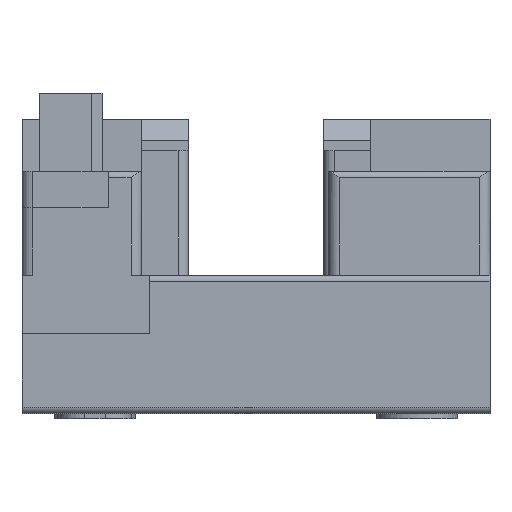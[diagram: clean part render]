
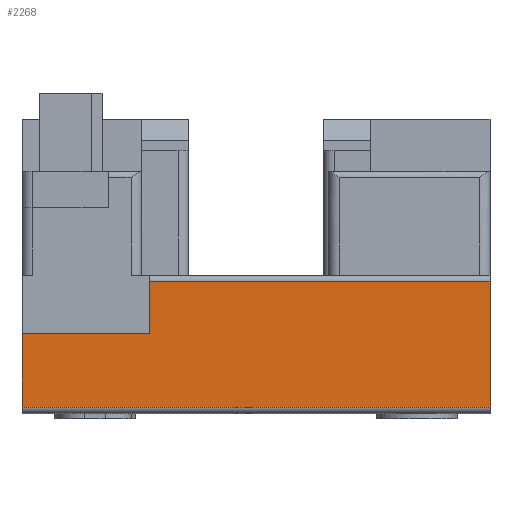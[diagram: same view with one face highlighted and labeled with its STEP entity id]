
A CAD part, front view. The second image highlights one B-rep face of the part: STEP entity #2268.
In plain terms, the highlighted planar face has unit normal (0, -1, 0).
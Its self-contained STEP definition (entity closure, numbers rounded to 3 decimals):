
#2268=ADVANCED_FACE('',(#6402),#6403,.T.);
#4538=VERTEX_POINT('',#8884);
#4546=VERTEX_POINT('',#8892);
#4550=EDGE_CURVE('',#4538,#4546,#8896,.T.);
#4556=VERTEX_POINT('',#8902);
#4560=EDGE_CURVE('',#4546,#4556,#8906,.T.);
#4578=VERTEX_POINT('',#8924);
#4580=EDGE_CURVE('',#4556,#4578,#8926,.T.);
#4582=VERTEX_POINT('',#8928);
#4584=EDGE_CURVE('',#4582,#4578,#8930,.T.);
#4586=VERTEX_POINT('',#8932);
#4588=EDGE_CURVE('',#4582,#4586,#8934,.T.);
#4590=EDGE_CURVE('',#4586,#4538,#8936,.T.);
#6402=FACE_OUTER_BOUND('',#10738,.T.);
#6403=PLANE('',#10739);
#8884=CARTESIAN_POINT('',(12.3,0.0,13.2));
#8892=CARTESIAN_POINT('',(12.3,0.0,8.2));
#8896=LINE('',#14089,#14090);
#8902=CARTESIAN_POINT('',(0.0,0.0,8.2));
#8906=LINE('',#14105,#14106);
#8924=CARTESIAN_POINT('',(0.0,0.0,1.1));
#8926=LINE('',#14133,#14134);
#8928=CARTESIAN_POINT('',(45.0,0.0,1.1));
#8930=LINE('',#14139,#14140);
#8932=CARTESIAN_POINT('',(45.0,0.0,13.2));
#8934=LINE('',#14145,#14146);
#8936=LINE('',#14149,#14150);
#10738=EDGE_LOOP('',(#17780,#17781,#17782,#17783,#17784,#17785));
#10739=AXIS2_PLACEMENT_3D('',#17786,#17787,#17788);
#14089=CARTESIAN_POINT('',(12.3,0.0,10.7));
#14090=VECTOR('',#20632,1.0);
#14105=CARTESIAN_POINT('',(25.575,0.0,8.2));
#14106=VECTOR('',#20635,1.0);
#14133=CARTESIAN_POINT('',(0.0,0.0,1.1));
#14134=VECTOR('',#20644,1.0);
#14139=CARTESIAN_POINT('',(45.0,0.0,1.1));
#14140=VECTOR('',#20645,1.0);
#14145=CARTESIAN_POINT('',(45.0,0.0,1.1));
#14146=VECTOR('',#20646,1.0);
#14149=CARTESIAN_POINT('',(45.0,0.0,13.2));
#14150=VECTOR('',#20647,1.0);
#17780=ORIENTED_EDGE('',*,*,#4550,.T.);
#17781=ORIENTED_EDGE('',*,*,#4560,.T.);
#17782=ORIENTED_EDGE('',*,*,#4580,.T.);
#17783=ORIENTED_EDGE('',*,*,#4584,.F.);
#17784=ORIENTED_EDGE('',*,*,#4588,.T.);
#17785=ORIENTED_EDGE('',*,*,#4590,.T.);
#17786=CARTESIAN_POINT('',(45.0,0.0,13.2));
#17787=DIRECTION('',(0.0,-1.0,0.0));
#17788=DIRECTION('',(0.0,0.0,1.0));
#20632=DIRECTION('',(0.0,0.0,-1.0));
#20635=DIRECTION('',(-1.0,0.0,0.0));
#20644=DIRECTION('',(0.0,0.0,-1.0));
#20645=DIRECTION('',(-1.0,0.0,0.0));
#20646=DIRECTION('',(0.0,0.0,1.0));
#20647=DIRECTION('',(-1.0,0.0,0.0));
